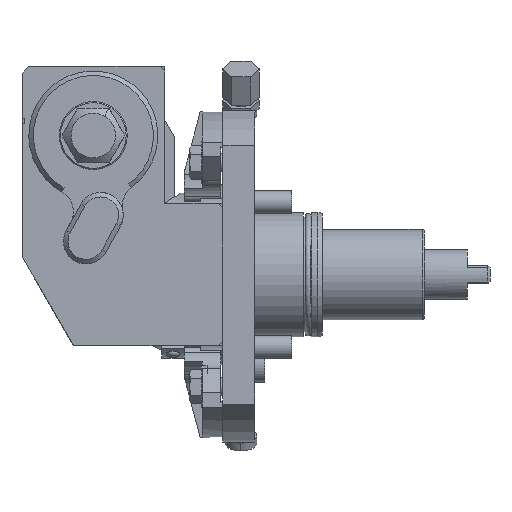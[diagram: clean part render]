
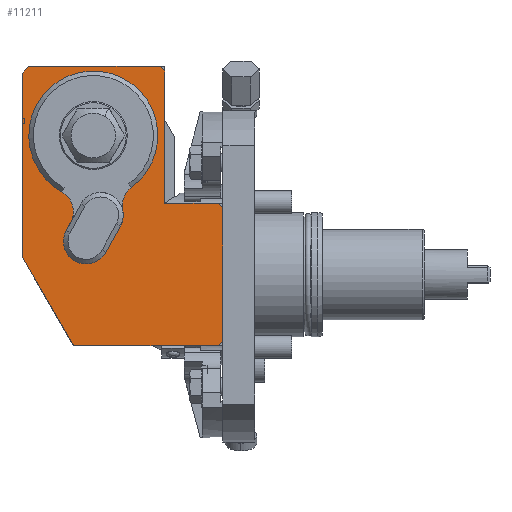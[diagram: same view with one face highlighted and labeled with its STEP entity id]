
A CAD part, front view. The second image highlights one B-rep face of the part: STEP entity #11211.
In plain terms, the highlighted planar face has unit normal (0, -1, 0).
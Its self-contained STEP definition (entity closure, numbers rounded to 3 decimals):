
#245=DIRECTION('',(-0.707,0.,-0.707));
#246=VECTOR('',#245,2.828);
#247=CARTESIAN_POINT('',(-14.,-95.,-29.5));
#248=LINE('',#247,#246);
#481=DIRECTION('',(0.707,0.,-0.707));
#482=VECTOR('',#481,2.828);
#483=CARTESIAN_POINT('',(-16.,-95.,31.5));
#484=LINE('',#483,#482);
#489=DIRECTION('',(-0.707,0.,-0.707));
#490=VECTOR('',#489,4.243);
#491=CARTESIAN_POINT('',(-99.716,-95.,91.943));
#492=LINE('',#491,#490);
#493=DIRECTION('',(-1.,0.,0.));
#494=VECTOR('',#493,58.);
#495=CARTESIAN_POINT('',(-41.716,-95.,91.943));
#496=LINE('',#495,#494);
#497=DIRECTION('',(0.,0.,1.));
#498=VECTOR('',#497,58.443);
#499=CARTESIAN_POINT('',(-39.716,-95.,31.5));
#500=LINE('',#499,#498);
#501=DIRECTION('',(-1.,0.,0.));
#502=VECTOR('',#501,23.716);
#503=CARTESIAN_POINT('',(-16.,-95.,31.5));
#504=LINE('',#503,#502);
#505=DIRECTION('',(0.,0.,1.));
#506=VECTOR('',#505,59.);
#507=CARTESIAN_POINT('',(-14.,-95.,-29.5));
#508=LINE('',#507,#506);
#509=DIRECTION('',(1.,0.,0.));
#510=VECTOR('',#509,63.911);
#511=CARTESIAN_POINT('',(-79.911,-95.,-31.5));
#512=LINE('',#511,#510);
#513=DIRECTION('',(0.5,0.,-0.866));
#514=VECTOR('',#513,45.611);
#515=CARTESIAN_POINT('',(-102.716,-95.,8.));
#516=LINE('',#515,#514);
#517=DIRECTION('',(0.,0.,-1.));
#518=VECTOR('',#517,80.943);
#519=CARTESIAN_POINT('',(-102.716,-95.,88.943));
#520=LINE('',#519,#518);
#521=CARTESIAN_POINT('',(-48.428,-95.,30.412));
#522=DIRECTION('',(0.,-1.,0.));
#523=DIRECTION('',(-0.592,0.,0.806));
#524=AXIS2_PLACEMENT_3D('',#521,#522,#523);
#526=CARTESIAN_POINT('',(-90.021,-95.,27.848));
#527=DIRECTION('',(0.,-1.,0.));
#528=DIRECTION('',(0.874,0.,-0.485));
#529=AXIS2_PLACEMENT_3D('',#526,#527,#528);
#531=DIRECTION('',(-0.485,0.,-0.874));
#532=VECTOR('',#531,3.909);
#533=CARTESIAN_POINT('',(-81.276,-95.,22.997));
#534=LINE('',#533,#532);
#535=CARTESIAN_POINT('',(-74.427,-95.,14.728));
#536=DIRECTION('',(0.,-1.,0.));
#537=DIRECTION('',(-0.874,0.,0.485));
#538=AXIS2_PLACEMENT_3D('',#535,#536,#537);
#540=DIRECTION('',(0.485,0.,0.874));
#541=VECTOR('',#540,13.245);
#542=CARTESIAN_POINT('',(-65.682,-95.,9.878));
#543=LINE('',#542,#541);
#544=CARTESIAN_POINT('',(-68.003,-95.,26.31));
#545=DIRECTION('',(0.,-1.,0.));
#546=DIRECTION('',(0.874,0.,-0.485));
#547=AXIS2_PLACEMENT_3D('',#544,#545,#546);
#553=DIRECTION('',(0.707,0.,-0.707));
#554=VECTOR('',#553,2.828);
#555=CARTESIAN_POINT('',(-41.716,-95.,91.943));
#556=LINE('',#555,#554);
#676=CARTESIAN_POINT('',(-71.216,-95.,61.443));
#677=DIRECTION('',(0.,1.,0.));
#678=DIRECTION('',(-0.488,0.,-0.873));
#679=AXIS2_PLACEMENT_3D('',#676,#677,#678);
#10238=CARTESIAN_POINT('',(-102.716,-95.,8.));
#10239=CARTESIAN_POINT('',(-79.911,-95.,-31.5));
#10240=VERTEX_POINT('',#10238);
#10241=VERTEX_POINT('',#10239);
#10242=CARTESIAN_POINT('',(-83.172,-95.,19.579));
#10243=CARTESIAN_POINT('',(-65.682,-95.,9.878));
#10244=VERTEX_POINT('',#10242);
#10245=VERTEX_POINT('',#10243);
#10246=CARTESIAN_POINT('',(-59.258,-95.,21.46));
#10247=VERTEX_POINT('',#10246);
#10264=CARTESIAN_POINT('',(-14.,-95.,-29.5));
#10265=CARTESIAN_POINT('',(-16.,-95.,-31.5));
#10266=VERTEX_POINT('',#10264);
#10267=VERTEX_POINT('',#10265);
#10268=CARTESIAN_POINT('',(-16.,-95.,31.5));
#10269=CARTESIAN_POINT('',(-14.,-95.,29.5));
#10270=VERTEX_POINT('',#10268);
#10271=VERTEX_POINT('',#10269);
#10272=CARTESIAN_POINT('',(-41.716,-95.,91.943));
#10273=CARTESIAN_POINT('',(-39.716,-95.,89.943));
#10274=VERTEX_POINT('',#10272);
#10275=VERTEX_POINT('',#10273);
#10276=CARTESIAN_POINT('',(-39.716,-95.,31.5));
#10277=VERTEX_POINT('',#10276);
#10278=CARTESIAN_POINT('',(-54.347,-95.,38.472));
#10279=CARTESIAN_POINT('',(-58.215,-95.,28.361));
#10280=VERTEX_POINT('',#10278);
#10281=VERTEX_POINT('',#10279);
#10282=CARTESIAN_POINT('',(-81.276,-95.,22.997));
#10283=CARTESIAN_POINT('',(-85.136,-95.,36.574));
#10284=VERTEX_POINT('',#10282);
#10285=VERTEX_POINT('',#10283);
#10304=CARTESIAN_POINT('',(-99.716,-95.,91.943));
#10305=CARTESIAN_POINT('',(-102.716,-95.,88.943));
#10306=VERTEX_POINT('',#10304);
#10307=VERTEX_POINT('',#10305);
#11176=CARTESIAN_POINT('',(-44.5,-95.,0.));
#11177=DIRECTION('',(0.,-1.,0.));
#11178=DIRECTION('',(0.,0.,1.));
#11179=AXIS2_PLACEMENT_3D('',#11176,#11177,#11178);
#11180=PLANE('',#11179);
#11181=ORIENTED_EDGE('',*,*,#11051,.F.);
#11182=ORIENTED_EDGE('',*,*,#11068,.F.);
#11184=ORIENTED_EDGE('',*,*,#11183,.T.);
#11185=ORIENTED_EDGE('',*,*,#11105,.F.);
#11186=ORIENTED_EDGE('',*,*,#11121,.F.);
#11187=ORIENTED_EDGE('',*,*,#11170,.T.);
#11188=ORIENTED_EDGE('',*,*,#10868,.F.);
#11189=ORIENTED_EDGE('',*,*,#10931,.T.);
#11190=ORIENTED_EDGE('',*,*,#10944,.F.);
#11191=ORIENTED_EDGE('',*,*,#10961,.F.);
#11192=ORIENTED_EDGE('',*,*,#10982,.F.);
#11193=EDGE_LOOP('',(#11181,#11182,#11184,#11185,#11186,#11187,#11188,#11189,
#11190,#11191,#11192));
#11194=FACE_OUTER_BOUND('',#11193,.F.);
#11196=ORIENTED_EDGE('',*,*,#11195,.F.);
#11198=ORIENTED_EDGE('',*,*,#11197,.F.);
#11200=ORIENTED_EDGE('',*,*,#11199,.F.);
#11202=ORIENTED_EDGE('',*,*,#11201,.T.);
#11204=ORIENTED_EDGE('',*,*,#11203,.T.);
#11206=ORIENTED_EDGE('',*,*,#11205,.T.);
#11208=ORIENTED_EDGE('',*,*,#11207,.T.);
#11209=EDGE_LOOP('',(#11196,#11198,#11200,#11202,#11204,#11206,#11208));
#11210=FACE_BOUND('',#11209,.F.);
#11211=ADVANCED_FACE('',(#11194,#11210),#11180,.T.);
#525=CIRCLE('',#524,10.);
#530=CIRCLE('',#529,10.);
#539=CIRCLE('',#538,10.);
#548=CIRCLE('',#547,10.);
#680=CIRCLE('',#679,28.5);
#10868=EDGE_CURVE('',#10266,#10271,#508,.T.);
#10931=EDGE_CURVE('',#10266,#10267,#248,.T.);
#10944=EDGE_CURVE('',#10241,#10267,#512,.T.);
#10961=EDGE_CURVE('',#10240,#10241,#516,.T.);
#10982=EDGE_CURVE('',#10307,#10240,#520,.T.);
#11051=EDGE_CURVE('',#10306,#10307,#492,.T.);
#11068=EDGE_CURVE('',#10274,#10306,#496,.T.);
#11105=EDGE_CURVE('',#10277,#10275,#500,.T.);
#11121=EDGE_CURVE('',#10270,#10277,#504,.T.);
#11170=EDGE_CURVE('',#10270,#10271,#484,.T.);
#11183=EDGE_CURVE('',#10274,#10275,#556,.T.);
#11195=EDGE_CURVE('',#10280,#10281,#525,.T.);
#11197=EDGE_CURVE('',#10285,#10280,#680,.T.);
#11199=EDGE_CURVE('',#10284,#10285,#530,.T.);
#11201=EDGE_CURVE('',#10284,#10244,#534,.T.);
#11203=EDGE_CURVE('',#10244,#10245,#539,.T.);
#11205=EDGE_CURVE('',#10245,#10247,#543,.T.);
#11207=EDGE_CURVE('',#10247,#10281,#548,.T.);
